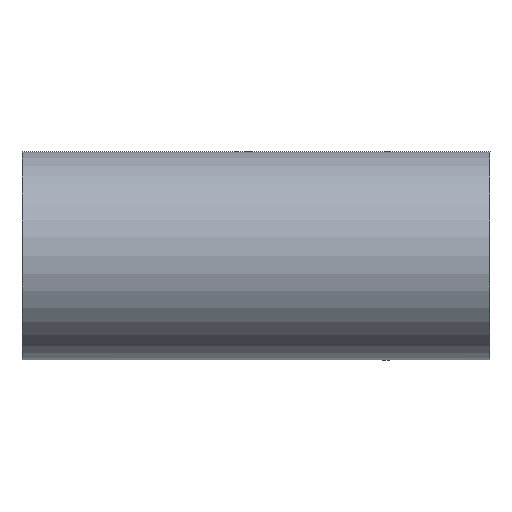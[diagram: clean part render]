
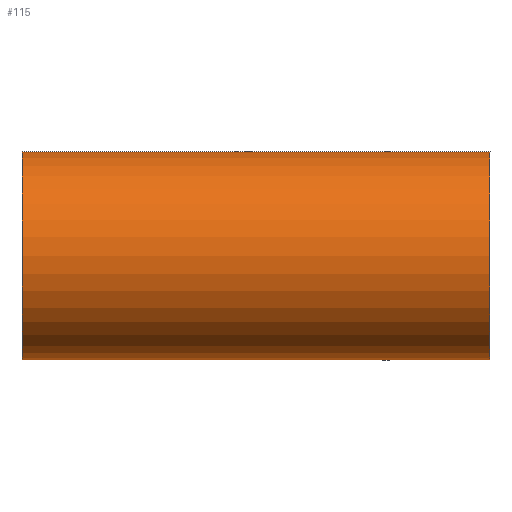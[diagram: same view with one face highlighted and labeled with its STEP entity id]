
A CAD part, top view. The second image highlights one B-rep face of the part: STEP entity #115.
In plain terms, the highlighted cylindrical face has radius 25.4 mm (diameter 50.8 mm), a full revolution.
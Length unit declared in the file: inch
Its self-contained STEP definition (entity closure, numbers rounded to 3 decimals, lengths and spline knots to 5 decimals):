
#20=FACE_OUTER_BOUND('',#27,.T.);
#27=EDGE_LOOP('',(#81,#82,#83,#84,#85,#86,#87,#88,#89,#90,#91,#92,#93));
#34=LINE('',#207,#38);
#35=LINE('',#215,#39);
#36=LINE('',#221,#40);
#38=VECTOR('',#163,0.3937);
#39=VECTOR('',#170,0.3937);
#40=VECTOR('',#177,1.);
#42=ELLIPSE('',#138,1.41421,1.);
#43=ELLIPSE('',#140,1.41421,1.);
#44=ELLIPSE('',#141,1.41421,1.);
#45=ELLIPSE('',#143,1.41421,1.);
#46=CIRCLE('',#137,1.);
#47=CIRCLE('',#139,1.);
#48=CIRCLE('',#142,1.);
#49=CIRCLE('',#144,1.);
#50=CIRCLE('',#145,1.);
#54=VERTEX_POINT('',#201);
#55=VERTEX_POINT('',#202);
#56=VERTEX_POINT('',#204);
#57=VERTEX_POINT('',#206);
#58=VERTEX_POINT('',#208);
#59=VERTEX_POINT('',#210);
#60=VERTEX_POINT('',#212);
#61=VERTEX_POINT('',#214);
#62=VERTEX_POINT('',#216);
#63=VERTEX_POINT('',#220);
#65=EDGE_CURVE('',#54,#55,#46,.T.);
#66=EDGE_CURVE('',#56,#54,#42,.T.);
#67=EDGE_CURVE('',#57,#56,#34,.T.);
#68=EDGE_CURVE('',#57,#58,#47,.T.);
#69=EDGE_CURVE('',#59,#58,#43,.T.);
#70=EDGE_CURVE('',#60,#59,#44,.T.);
#71=EDGE_CURVE('',#61,#60,#35,.T.);
#72=EDGE_CURVE('',#61,#62,#48,.T.);
#73=EDGE_CURVE('',#54,#62,#45,.T.);
#74=EDGE_CURVE('',#55,#54,#49,.T.);
#75=EDGE_CURVE('',#55,#63,#36,.T.);
#76=EDGE_CURVE('',#63,#63,#50,.T.);
#81=ORIENTED_EDGE('',*,*,#65,.F.);
#82=ORIENTED_EDGE('',*,*,#66,.F.);
#83=ORIENTED_EDGE('',*,*,#67,.F.);
#84=ORIENTED_EDGE('',*,*,#68,.T.);
#85=ORIENTED_EDGE('',*,*,#69,.F.);
#86=ORIENTED_EDGE('',*,*,#70,.F.);
#87=ORIENTED_EDGE('',*,*,#71,.F.);
#88=ORIENTED_EDGE('',*,*,#72,.T.);
#89=ORIENTED_EDGE('',*,*,#73,.F.);
#90=ORIENTED_EDGE('',*,*,#74,.F.);
#91=ORIENTED_EDGE('',*,*,#75,.T.);
#92=ORIENTED_EDGE('',*,*,#76,.F.);
#93=ORIENTED_EDGE('',*,*,#75,.F.);
#113=CYLINDRICAL_SURFACE('',#136,1.);
#115=ADVANCED_FACE('',(#20),#113,.T.);
#136=AXIS2_PLACEMENT_3D('',#200,#157,#158);
#137=AXIS2_PLACEMENT_3D('',#203,#159,#160);
#138=AXIS2_PLACEMENT_3D('',#205,#161,#162);
#139=AXIS2_PLACEMENT_3D('',#209,#164,#165);
#140=AXIS2_PLACEMENT_3D('',#211,#166,#167);
#141=AXIS2_PLACEMENT_3D('',#213,#168,#169);
#142=AXIS2_PLACEMENT_3D('',#217,#171,#172);
#143=AXIS2_PLACEMENT_3D('',#218,#173,#174);
#144=AXIS2_PLACEMENT_3D('',#219,#175,#176);
#145=AXIS2_PLACEMENT_3D('',#222,#178,#179);
#157=DIRECTION('center_axis',(1.,0.,0.));
#158=DIRECTION('ref_axis',(0.,-1.,0.));
#159=DIRECTION('center_axis',(1.,0.,0.));
#160=DIRECTION('ref_axis',(0.,-1.,0.));
#161=DIRECTION('center_axis',(-0.707,0.,-0.707));
#162=DIRECTION('ref_axis',(0.707,0.,-0.707));
#163=DIRECTION('',(1.,0.,0.));
#164=DIRECTION('center_axis',(0.,0.,1.));
#165=DIRECTION('ref_axis',(1.,0.,0.));
#166=DIRECTION('center_axis',(0.707,0.,-0.707));
#167=DIRECTION('ref_axis',(-0.707,0.,-0.707));
#168=DIRECTION('center_axis',(0.707,0.,-0.707));
#169=DIRECTION('ref_axis',(-0.707,0.,-0.707));
#170=DIRECTION('',(-1.,0.,0.));
#171=DIRECTION('center_axis',(0.,0.,1.));
#172=DIRECTION('ref_axis',(1.,0.,0.));
#173=DIRECTION('center_axis',(-0.707,0.,-0.707));
#174=DIRECTION('ref_axis',(0.707,0.,-0.707));
#175=DIRECTION('center_axis',(1.,0.,0.));
#176=DIRECTION('ref_axis',(0.,-1.,0.));
#177=DIRECTION('',(-1.,0.,0.));
#178=DIRECTION('center_axis',(-1.,0.,0.));
#179=DIRECTION('ref_axis',(0.,-1.,0.));
#200=CARTESIAN_POINT('Origin',(-3.5,0.,2.00939));
#201=CARTESIAN_POINT('',(1.,0.,1.00939));
#202=CARTESIAN_POINT('',(1.,1.,2.00939));
#203=CARTESIAN_POINT('Origin',(1.,0.,2.00939));
#204=CARTESIAN_POINT('',(0.00939,0.99996,2.));
#205=CARTESIAN_POINT('Origin',(0.,0.,2.00939));
#206=CARTESIAN_POINT('',(-0.00939,0.99996,2.));
#207=CARTESIAN_POINT('',(-3.5,0.99996,2.));
#208=CARTESIAN_POINT('',(-0.00939,0.99996,2.));
#209=CARTESIAN_POINT('Origin',(0.,0.,2.));
#210=CARTESIAN_POINT('',(-1.,0.,1.00939));
#211=CARTESIAN_POINT('Origin',(0.,0.,2.00939));
#212=CARTESIAN_POINT('',(-0.00939,-0.99996,2.));
#213=CARTESIAN_POINT('Origin',(0.,0.,2.00939));
#214=CARTESIAN_POINT('',(0.00938,-0.99996,2.));
#215=CARTESIAN_POINT('',(-3.5,-0.99996,2.));
#216=CARTESIAN_POINT('',(0.00939,-0.99996,2.));
#217=CARTESIAN_POINT('Origin',(0.,0.,2.));
#218=CARTESIAN_POINT('Origin',(0.,0.,2.00939));
#219=CARTESIAN_POINT('Origin',(1.,0.,2.00939));
#220=CARTESIAN_POINT('',(-3.5,1.,2.00939));
#221=CARTESIAN_POINT('',(-3.5,1.,2.00939));
#222=CARTESIAN_POINT('Origin',(-3.5,0.,2.00939));
